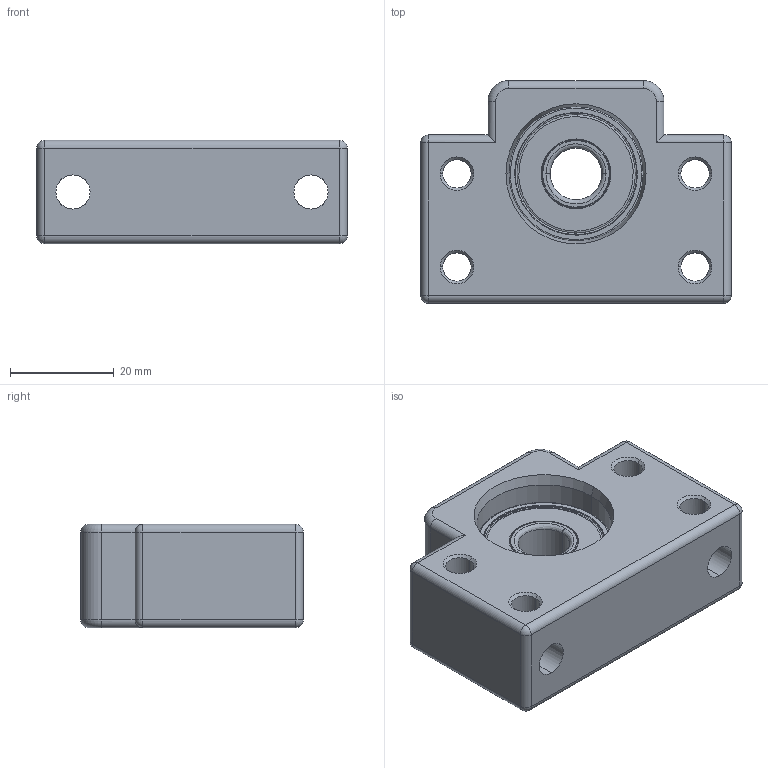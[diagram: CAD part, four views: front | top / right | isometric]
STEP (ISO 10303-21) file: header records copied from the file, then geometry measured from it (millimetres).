
FILE_DESCRIPTION (( 'STEP AP214' ), '1' );
FILE_NAME ('BF12疒玉.STEP', '2018-12-10T04:56:50', ( 'Windows 荤侩磊' ), ( '' ), 'SwSTEP 2.0', 'SolidWorks 2013', '' );
FILE_SCHEMA (( 'AUTOMOTIVE_DESIGN' ));
Length unit declared in the file: millimetre
Products named in the file (3): 6000ZZ軸承; BF12軸承座_體(成_); BF12疒玉
Assembly tree (2 placements, depth 2):
  BF12疒玉
    BF12軸承座_體(成_)
    6000ZZ軸承
Bounding box: 60 x 43 x 20 mm (x, y, z)
Volume: 33850.9 mm3; surface area: 14703.5 mm2
Topology: 13 solids, 13 shells, 218 faces, 550 edges, 314 vertices
Faces by surface type: bspline 78, cylinder 76, cone 28, plane 24, sphere 8, torus 4
Entity records: 8665 total; most frequent: CARTESIAN_POINT 3663, ORIENTED_EDGE 1020, DIRECTION 1016, EDGE_CURVE 510, AXIS2_PLACEMENT_3D 439, VERTEX_POINT 314, CIRCLE 294, EDGE_LOOP 244
